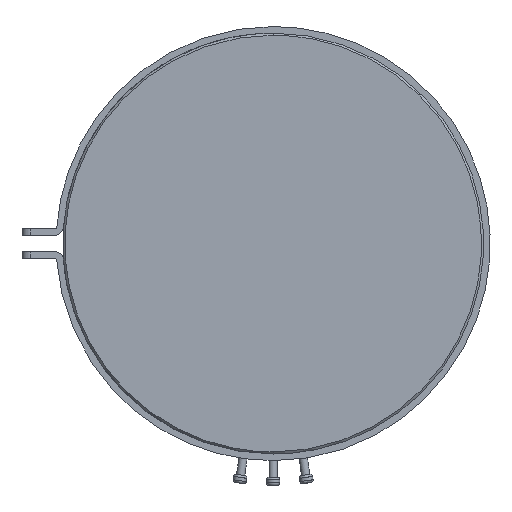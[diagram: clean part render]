
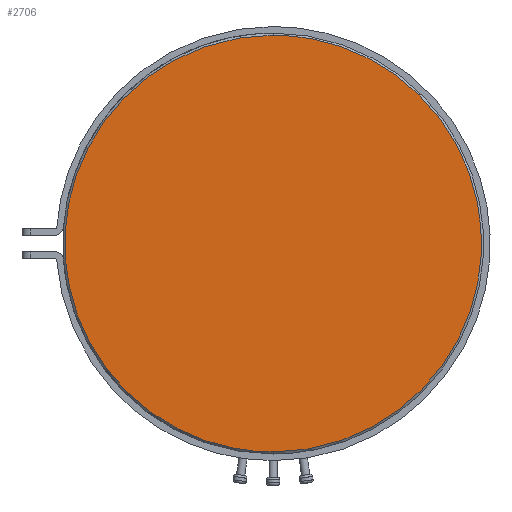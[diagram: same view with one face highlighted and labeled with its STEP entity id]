
A CAD part, front view. The second image highlights one B-rep face of the part: STEP entity #2706.
In plain terms, the highlighted free-form (B-spline) face has degree [1, 1] with [2, 2] control points.
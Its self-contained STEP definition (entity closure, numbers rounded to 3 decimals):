
#2006 = EDGE_CURVE('',#2007,#2009,#2011,.T.);
#2007 = VERTEX_POINT('',#2008);
#2008 = CARTESIAN_POINT('',(0.,0.,-29.887));
#2009 = VERTEX_POINT('',#2010);
#2010 = CARTESIAN_POINT('',(0.,0.,29.887));
#2011 = ( BOUNDED_CURVE() B_SPLINE_CURVE(2,(#2012,#2013,#2014,#2015,
#2016),.UNSPECIFIED.,.F.,.F.) B_SPLINE_CURVE_WITH_KNOTS((3,2,3),(
    3.142,4.712,6.283),
.PIECEWISE_BEZIER_KNOTS.) CURVE() GEOMETRIC_REPRESENTATION_ITEM() 
RATIONAL_B_SPLINE_CURVE((1.,0.707,1.,0.707,1.)) 
REPRESENTATION_ITEM('') );
#2012 = CARTESIAN_POINT('',(0.,0.,-29.887));
#2013 = CARTESIAN_POINT('',(29.887,0.,-29.887));
#2014 = CARTESIAN_POINT('',(29.887,0.,0.));
#2015 = CARTESIAN_POINT('',(29.887,0.,29.887));
#2016 = CARTESIAN_POINT('',(0.,0.,29.887));
#2706 = ADVANCED_FACE('',(#2707),#2718,.F.);
#2707 = FACE_BOUND('',#2708,.T.);
#2708 = EDGE_LOOP('',(#2709,#2717));
#2709 = ORIENTED_EDGE('',*,*,#2710,.T.);
#2710 = EDGE_CURVE('',#2009,#2007,#2711,.T.);
#2711 = ( BOUNDED_CURVE() B_SPLINE_CURVE(2,(#2712,#2713,#2714,#2715,
#2716),.UNSPECIFIED.,.F.,.F.) B_SPLINE_CURVE_WITH_KNOTS((3,2,3),(0.,
1.571,3.142),.PIECEWISE_BEZIER_KNOTS.) CURVE() 
GEOMETRIC_REPRESENTATION_ITEM() RATIONAL_B_SPLINE_CURVE((1.,
0.707,1.,0.707,1.)) REPRESENTATION_ITEM('') );
#2712 = CARTESIAN_POINT('',(0.,0.,29.887));
#2713 = CARTESIAN_POINT('',(-29.887,0.,29.887));
#2714 = CARTESIAN_POINT('',(-29.887,0.,0.));
#2715 = CARTESIAN_POINT('',(-29.887,0.,-29.887));
#2716 = CARTESIAN_POINT('',(0.,0.,-29.887));
#2717 = ORIENTED_EDGE('',*,*,#2006,.T.);
#2718 = B_SPLINE_SURFACE_WITH_KNOTS('',1,1,(
    (#2719,#2720)
    ,(#2721,#2722
    )),.UNSPECIFIED.,.F.,.F.,.F.,(2,2),(2,2),(-25.2,25.2),(-25.2,25.2),
  .PIECEWISE_BEZIER_KNOTS.);
#2719 = CARTESIAN_POINT('',(-29.887,0.,-29.887));
#2720 = CARTESIAN_POINT('',(29.887,0.,-29.887));
#2721 = CARTESIAN_POINT('',(-29.887,0.,29.887));
#2722 = CARTESIAN_POINT('',(29.887,0.,29.887));
